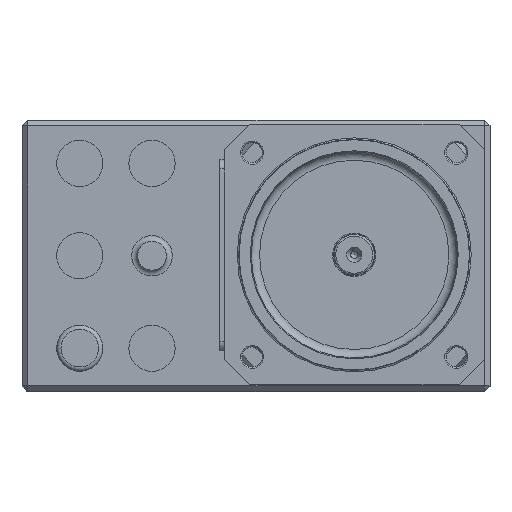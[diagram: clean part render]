
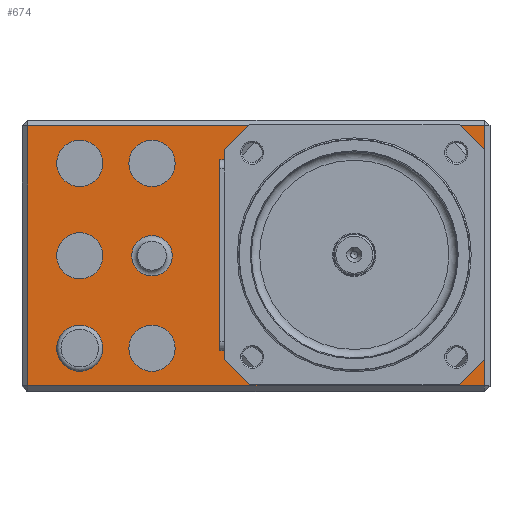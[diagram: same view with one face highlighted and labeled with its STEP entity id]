
A CAD part, top view. The second image highlights one B-rep face of the part: STEP entity #674.
In plain terms, the highlighted face is planar.
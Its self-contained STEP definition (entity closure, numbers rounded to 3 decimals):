
#177=PLANE('',#2446);
#259=FACE_BOUND('',#984,.T.);
#260=FACE_BOUND('',#986,.T.);
#261=FACE_BOUND('',#987,.T.);
#262=FACE_BOUND('',#988,.T.);
#263=FACE_BOUND('',#989,.T.);
#264=FACE_BOUND('',#990,.T.);
#265=FACE_BOUND('',#991,.T.);
#423=LINE('',#3998,#547);
#424=LINE('',#4001,#548);
#425=LINE('',#4003,#549);
#426=LINE('',#4005,#550);
#547=VECTOR('',#3001,1.);
#548=VECTOR('',#3002,1.);
#549=VECTOR('',#3003,1.);
#550=VECTOR('',#3004,1.);
#674=ADVANCED_FACE('',(#259,#813,#260,#261,#262,#263,#264,#265),#177,.T.);
#813=FACE_OUTER_BOUND('',#985,.T.);
#984=EDGE_LOOP('',(#1611));
#985=EDGE_LOOP('',(#1612,#1613,#1614,#1615));
#986=EDGE_LOOP('',(#1616));
#987=EDGE_LOOP('',(#1617));
#988=EDGE_LOOP('',(#1618));
#989=EDGE_LOOP('',(#1619));
#990=EDGE_LOOP('',(#1620));
#991=EDGE_LOOP('',(#1621));
#1133=CIRCLE('',#2439,7.);
#1134=CIRCLE('',#2440,8.);
#1135=CIRCLE('',#2441,8.);
#1136=CIRCLE('',#2442,8.);
#1137=CIRCLE('',#2443,8.);
#1138=CIRCLE('',#2444,8.);
#1139=CIRCLE('',#2445,24.);
#1611=ORIENTED_EDGE('',*,*,#2156,.T.);
#1612=ORIENTED_EDGE('',*,*,#2157,.T.);
#1613=ORIENTED_EDGE('',*,*,#2158,.T.);
#1614=ORIENTED_EDGE('',*,*,#2159,.T.);
#1615=ORIENTED_EDGE('',*,*,#2160,.T.);
#1616=ORIENTED_EDGE('',*,*,#2161,.F.);
#1617=ORIENTED_EDGE('',*,*,#2162,.T.);
#1618=ORIENTED_EDGE('',*,*,#2163,.T.);
#1619=ORIENTED_EDGE('',*,*,#2164,.T.);
#1620=ORIENTED_EDGE('',*,*,#2165,.T.);
#1621=ORIENTED_EDGE('',*,*,#2166,.F.);
#1891=VERTEX_POINT('',#3997);
#1892=VERTEX_POINT('',#3999);
#1893=VERTEX_POINT('',#4000);
#1894=VERTEX_POINT('',#4002);
#1895=VERTEX_POINT('',#4004);
#1896=VERTEX_POINT('',#4007);
#1897=VERTEX_POINT('',#4009);
#1898=VERTEX_POINT('',#4011);
#1899=VERTEX_POINT('',#4013);
#1900=VERTEX_POINT('',#4015);
#1901=VERTEX_POINT('',#4017);
#2156=EDGE_CURVE('',#1891,#1891,#1133,.T.);
#2157=EDGE_CURVE('',#1892,#1893,#423,.T.);
#2158=EDGE_CURVE('',#1893,#1894,#424,.T.);
#2159=EDGE_CURVE('',#1894,#1895,#425,.T.);
#2160=EDGE_CURVE('',#1895,#1892,#426,.T.);
#2161=EDGE_CURVE('',#1896,#1896,#1134,.T.);
#2162=EDGE_CURVE('',#1897,#1897,#1135,.T.);
#2163=EDGE_CURVE('',#1898,#1898,#1136,.T.);
#2164=EDGE_CURVE('',#1899,#1899,#1137,.T.);
#2165=EDGE_CURVE('',#1900,#1900,#1138,.T.);
#2166=EDGE_CURVE('',#1901,#1901,#1139,.T.);
#2439=AXIS2_PLACEMENT_3D('',#3996,#2999,#3000);
#2440=AXIS2_PLACEMENT_3D('',#4006,#3005,#3006);
#2441=AXIS2_PLACEMENT_3D('',#4008,#3007,#3008);
#2442=AXIS2_PLACEMENT_3D('',#4010,#3009,#3010);
#2443=AXIS2_PLACEMENT_3D('',#4012,#3011,#3012);
#2444=AXIS2_PLACEMENT_3D('',#4014,#3013,#3014);
#2445=AXIS2_PLACEMENT_3D('',#4016,#3015,#3016);
#2446=AXIS2_PLACEMENT_3D('',#4018,#3017,#3018);
#2999=DIRECTION('',(0.,0.,1.));
#3000=DIRECTION('',(-1.,0.,0.));
#3001=DIRECTION('',(1.,0.,0.));
#3002=DIRECTION('',(0.,-1.,0.));
#3003=DIRECTION('',(-1.,0.,0.));
#3004=DIRECTION('',(0.,1.,0.));
#3005=DIRECTION('',(0.,0.,-1.));
#3006=DIRECTION('',(-1.,0.,0.));
#3007=DIRECTION('',(0.,0.,1.));
#3008=DIRECTION('',(1.,0.,0.));
#3009=DIRECTION('',(0.,0.,1.));
#3010=DIRECTION('',(1.,0.,0.));
#3011=DIRECTION('',(0.,0.,1.));
#3012=DIRECTION('',(1.,0.,0.));
#3013=DIRECTION('',(0.,0.,1.));
#3014=DIRECTION('',(1.,0.,0.));
#3015=DIRECTION('',(0.,0.,-1.));
#3016=DIRECTION('',(-1.,0.,0.));
#3017=DIRECTION('',(0.,0.,-1.));
#3018=DIRECTION('',(-1.,0.,0.));
#3996=CARTESIAN_POINT('',(45.,47.,0.));
#3997=CARTESIAN_POINT('',(38.,47.,0.));
#3998=CARTESIAN_POINT('',(81.,92.,0.));
#3999=CARTESIAN_POINT('',(2.,92.,0.));
#4000=CARTESIAN_POINT('',(160.,92.,0.));
#4001=CARTESIAN_POINT('',(160.,47.,0.));
#4002=CARTESIAN_POINT('',(160.,2.,0.));
#4003=CARTESIAN_POINT('',(81.,2.,0.));
#4004=CARTESIAN_POINT('',(2.,2.,0.));
#4005=CARTESIAN_POINT('',(2.,47.,0.));
#4006=CARTESIAN_POINT('',(20.,79.,0.));
#4007=CARTESIAN_POINT('',(12.,79.,0.));
#4008=CARTESIAN_POINT('',(20.,47.,0.));
#4009=CARTESIAN_POINT('',(28.,47.,0.));
#4010=CARTESIAN_POINT('',(20.,15.,0.));
#4011=CARTESIAN_POINT('',(28.,15.,0.));
#4012=CARTESIAN_POINT('',(45.,79.,0.));
#4013=CARTESIAN_POINT('',(53.,79.,0.));
#4014=CARTESIAN_POINT('',(45.,15.,0.));
#4015=CARTESIAN_POINT('',(53.,15.,0.));
#4016=CARTESIAN_POINT('',(115.,47.,0.));
#4017=CARTESIAN_POINT('',(91.,47.,0.));
#4018=CARTESIAN_POINT('',(81.,47.,0.));
